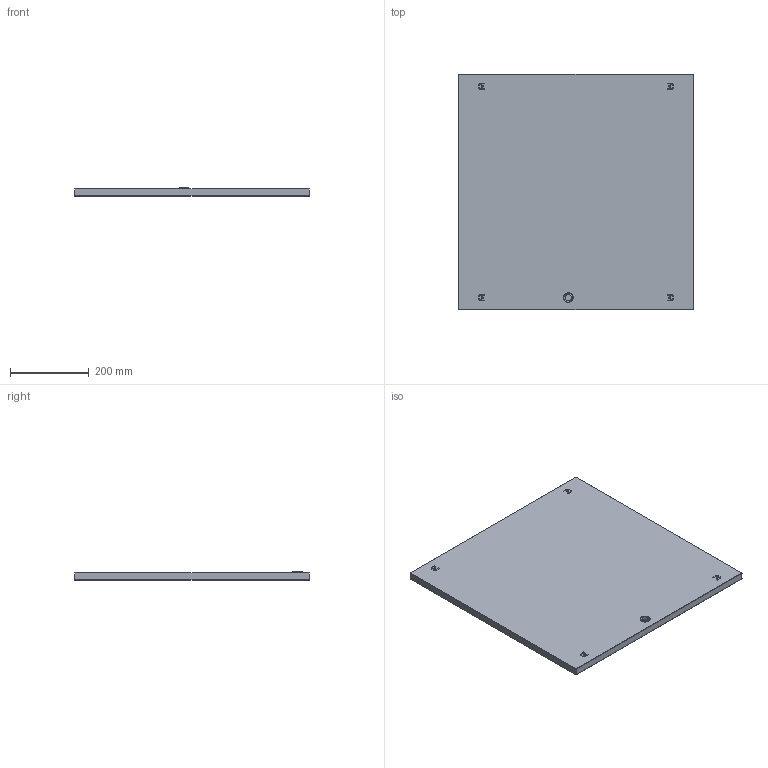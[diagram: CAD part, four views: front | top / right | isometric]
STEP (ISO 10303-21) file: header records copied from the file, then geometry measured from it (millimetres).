
FILE_DESCRIPTION (( 'STEP AP214' ), '1' );
FILE_NAME ('Ïàíåëü ñâåòîäèîäíàÿ ÄÓÎ-4102-Z 36Âò 6500Ê ïðèçìà 595õ595.STEP', '2022-03-11T13:00:36', ( '' ), ( '' ), 'SwSTEP 2.0', 'SolidWorks 2021', '' );
FILE_SCHEMA (( 'AUTOMOTIVE_DESIGN' ));
Length unit declared in the file: millimetre
Products named in the file (1): Ïàíåëü ñâåòîäèîäíàÿ ÄÓÎ-4102-Z 36Âò 6500Ê ïðèçìà 595õ595
Bounding box: 595 x 595 x 20.5 mm (x, y, z)
Volume: 6722804.1 mm3; surface area: 753494.9 mm2
Topology: 1 solids, 1 shells, 102 faces, 240 edges, 146 vertices
Faces by surface type: plane 52, cylinder 40, sphere 8, torus 2
Entity records: 2886 total; most frequent: DIRECTION 522, CARTESIAN_POINT 481, ORIENTED_EDGE 464, EDGE_CURVE 232, AXIS2_PLACEMENT_3D 187, LINE 148, VECTOR 148, VERTEX_POINT 146
